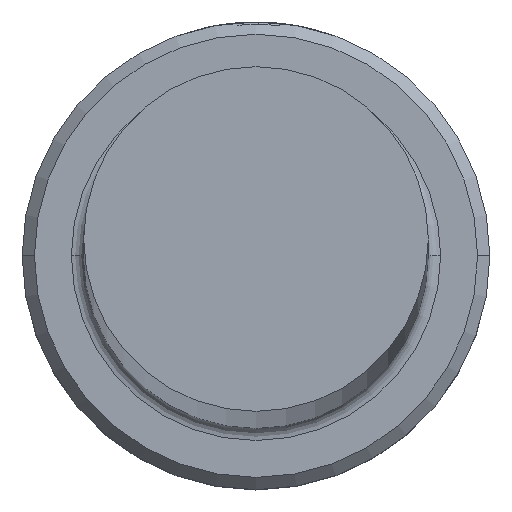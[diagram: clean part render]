
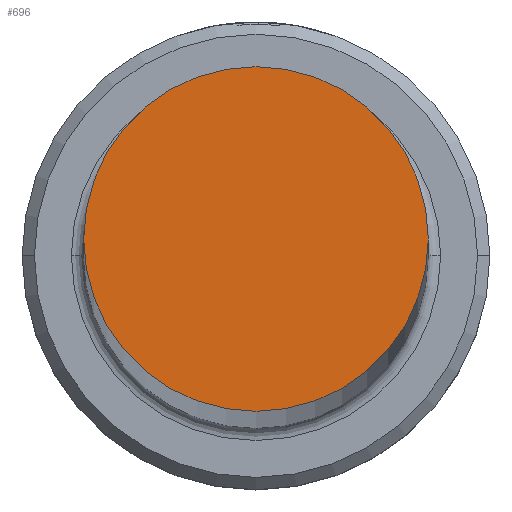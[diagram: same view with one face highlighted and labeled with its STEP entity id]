
A CAD part, top view. The second image highlights one B-rep face of the part: STEP entity #696.
In plain terms, the highlighted planar face has unit normal (0, 0, 1).
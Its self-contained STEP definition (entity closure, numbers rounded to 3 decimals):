
#20 = EDGE_CURVE ( 'NONE', #875, #34, #564, .T. ) ;
#34 = VERTEX_POINT ( 'NONE', #938 ) ;
#84 = EDGE_LOOP ( 'NONE', ( #974, #1183 ) ) ;
#256 = PLANE ( 'NONE',  #740 ) ;
#280 = DIRECTION ( 'NONE',  ( 0., 0., 1. ) ) ;
#422 = CIRCLE ( 'NONE', #935, 7. ) ;
#522 = DIRECTION ( 'NONE',  ( 0., 0., 1. ) ) ;
#564 = CIRCLE ( 'NONE', #772, 7. ) ;
#696 = ADVANCED_FACE ( 'NONE', ( #730 ), #256, .T. ) ;
#708 = CARTESIAN_POINT ( 'NONE',  ( 0., 0., 400. ) ) ;
#730 = FACE_OUTER_BOUND ( 'NONE', #84, .T. ) ;
#740 = AXIS2_PLACEMENT_3D ( 'NONE', #708, #522, #903 ) ;
#741 = DIRECTION ( 'NONE',  ( 1., 0., 0. ) ) ;
#742 = CARTESIAN_POINT ( 'NONE',  ( -7., 0., 400. ) ) ;
#744 = DIRECTION ( 'NONE',  ( 0., 0., 1. ) ) ;
#772 = AXIS2_PLACEMENT_3D ( 'NONE', #838, #744, #741 ) ;
#814 = EDGE_CURVE ( 'NONE', #34, #875, #422, .T. ) ;
#835 = CARTESIAN_POINT ( 'NONE',  ( 0., 0., 400. ) ) ;
#838 = CARTESIAN_POINT ( 'NONE',  ( 0., 0., 400. ) ) ;
#875 = VERTEX_POINT ( 'NONE', #742 ) ;
#903 = DIRECTION ( 'NONE',  ( 1., 0., 0. ) ) ;
#934 = DIRECTION ( 'NONE',  ( 1., 0., 0. ) ) ;
#935 = AXIS2_PLACEMENT_3D ( 'NONE', #835, #280, #934 ) ;
#938 = CARTESIAN_POINT ( 'NONE',  ( 7., 0., 400. ) ) ;
#974 = ORIENTED_EDGE ( 'NONE', *, *, #20, .T. ) ;
#1183 = ORIENTED_EDGE ( 'NONE', *, *, #814, .T. ) ;
